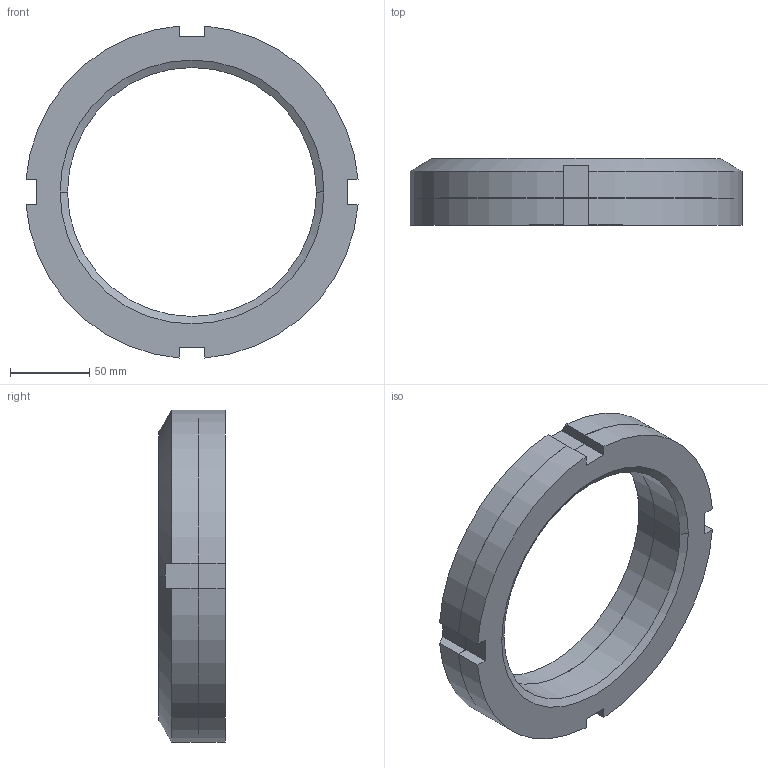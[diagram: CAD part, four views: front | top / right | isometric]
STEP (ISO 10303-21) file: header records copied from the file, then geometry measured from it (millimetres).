
FILE_DESCRIPTION((''),'2;1');
FILE_NAME('1RSTD1604____0','2019-10-29T15:27:50',('kim.bk'),(''),'CREO PARAMETRIC BY PTC INC, 2019010','CREO PARAMETRIC BY PTC INC, 2019010','');
FILE_SCHEMA(('CONFIG_CONTROL_DESIGN'));
Length unit declared in the file: millimetre
Products named in the file (1): 1RSTD1604____0
Bounding box: 209.39 x 42 x 209.39 mm (x, y, z)
Volume: 582149.5 mm3; surface area: 110753.1 mm2
Topology: 2 solids, 2 shells, 428 faces, 1205 edges, 802 vertices
Faces by surface type: plane 406, cylinder 12, cone 10
Entity records: 13615 total; most frequent: CARTESIAN_POINT 2479, ORIENTED_EDGE 2410, DIRECTION 2085, EDGE_CURVE 1205, VECTOR 1153, LINE 1153, VERTEX_POINT 802, AXIS2_PLACEMENT_3D 466
